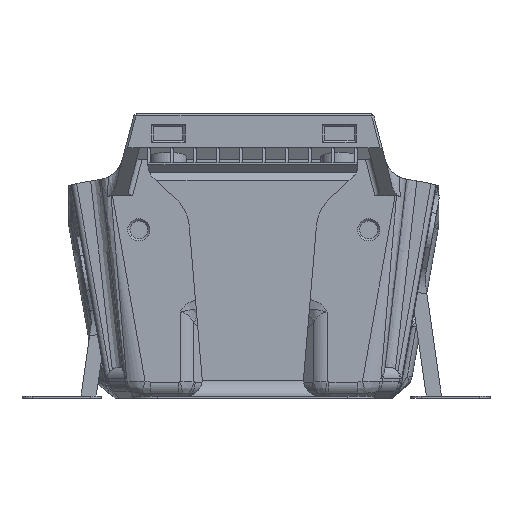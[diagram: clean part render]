
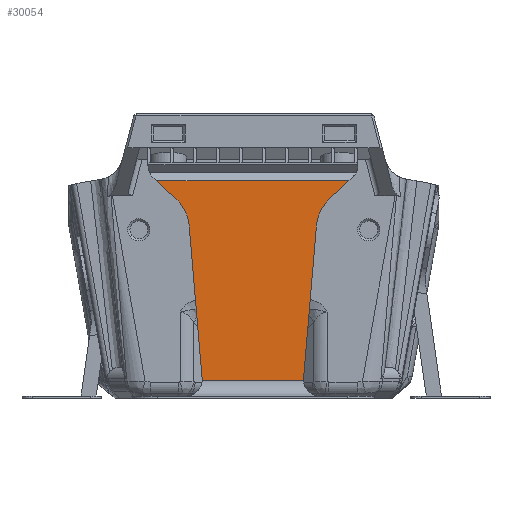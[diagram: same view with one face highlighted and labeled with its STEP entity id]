
A CAD part, front view. The second image highlights one B-rep face of the part: STEP entity #30054.
In plain terms, the highlighted planar face has unit normal (0, -1, 0).
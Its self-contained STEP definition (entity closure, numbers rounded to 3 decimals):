
#871=CIRCLE('',#31970,3.);
#872=CIRCLE('',#31971,3.);
#873=CIRCLE('',#31972,8.);
#874=CIRCLE('',#31973,8.);
#2144=LINE('',#45774,#4792);
#2146=LINE('',#45781,#4794);
#2147=LINE('',#45786,#4795);
#2148=LINE('',#45788,#4796);
#2149=LINE('',#45790,#4797);
#2150=LINE('',#45794,#4798);
#4792=VECTOR('',#35061,1000.);
#4794=VECTOR('',#35067,1000.);
#4795=VECTOR('',#35072,1000.);
#4796=VECTOR('',#35073,1000.);
#4797=VECTOR('',#35074,1000.);
#4798=VECTOR('',#35077,1000.);
#7366=PLANE('',#31969);
#9136=ORIENTED_EDGE('',*,*,#17998,.T.);
#9137=ORIENTED_EDGE('',*,*,#17999,.T.);
#9138=ORIENTED_EDGE('',*,*,#18000,.T.);
#9139=ORIENTED_EDGE('',*,*,#17996,.F.);
#9140=ORIENTED_EDGE('',*,*,#18001,.T.);
#9141=ORIENTED_EDGE('',*,*,#18002,.T.);
#9142=ORIENTED_EDGE('',*,*,#18003,.F.);
#9143=ORIENTED_EDGE('',*,*,#18004,.F.);
#9144=ORIENTED_EDGE('',*,*,#18005,.T.);
#9145=ORIENTED_EDGE('',*,*,#18006,.T.);
#17996=EDGE_CURVE('',#22494,#22495,#2144,.T.);
#17998=EDGE_CURVE('',#22496,#22497,#871,.T.);
#17999=EDGE_CURVE('',#22497,#22498,#2146,.F.);
#18000=EDGE_CURVE('',#22498,#22495,#872,.T.);
#18001=EDGE_CURVE('',#22494,#22499,#873,.T.);
#18002=EDGE_CURVE('',#22499,#22500,#2147,.T.);
#18003=EDGE_CURVE('',#22501,#22500,#2148,.T.);
#18004=EDGE_CURVE('',#22502,#22501,#2149,.T.);
#18005=EDGE_CURVE('',#22502,#22503,#874,.T.);
#18006=EDGE_CURVE('',#22503,#22496,#2150,.T.);
#22494=VERTEX_POINT('',#45773);
#22495=VERTEX_POINT('',#45775);
#22496=VERTEX_POINT('',#45779);
#22497=VERTEX_POINT('',#45780);
#22498=VERTEX_POINT('',#45782);
#22499=VERTEX_POINT('',#45785);
#22500=VERTEX_POINT('',#45787);
#22501=VERTEX_POINT('',#45789);
#22502=VERTEX_POINT('',#45791);
#22503=VERTEX_POINT('',#45793);
#26199=EDGE_LOOP('',(#9136,#9137,#9138,#9139,#9140,#9141,#9142,#9143,#9144,
#9145));
#28099=FACE_BOUND('',#26199,.T.);
#30054=ADVANCED_FACE('',(#28099),#7366,.F.);
#31969=AXIS2_PLACEMENT_3D('',#45777,#35063,#35064);
#31970=AXIS2_PLACEMENT_3D('',#45778,#35065,#35066);
#31971=AXIS2_PLACEMENT_3D('',#45783,#35068,#35069);
#31972=AXIS2_PLACEMENT_3D('',#45784,#35070,#35071);
#31973=AXIS2_PLACEMENT_3D('',#45792,#35075,#35076);
#35061=DIRECTION('',(-0.084,0.,-0.996));
#35063=DIRECTION('',(0.,1.,0.));
#35064=DIRECTION('',(0.,0.,1.));
#35065=DIRECTION('',(0.,1.,0.));
#35066=DIRECTION('',(0.,0.,1.));
#35067=DIRECTION('',(-1.,0.,0.));
#35068=DIRECTION('',(0.,1.,0.));
#35069=DIRECTION('',(0.,0.,1.));
#35070=DIRECTION('',(0.,1.,0.));
#35071=DIRECTION('',(0.,0.,1.));
#35072=DIRECTION('',(0.731,0.,0.682));
#35073=DIRECTION('',(1.,0.,0.));
#35074=DIRECTION('',(-0.731,0.,0.682));
#35075=DIRECTION('',(0.,1.,0.));
#35076=DIRECTION('',(0.,0.,1.));
#35077=DIRECTION('',(0.084,0.,-0.996));
#45773=CARTESIAN_POINT('',(11.856,-32.314,32.579));
#45774=CARTESIAN_POINT('',(36.482,-32.314,324.724));
#45775=CARTESIAN_POINT('',(9.418,-32.314,3.652));
#45777=CARTESIAN_POINT('',(0.,-32.314,327.8));
#45778=CARTESIAN_POINT('',(-12.767,-32.314,3.4));
#45779=CARTESIAN_POINT('',(-9.777,-32.314,3.652));
#45780=CARTESIAN_POINT('',(-9.767,-32.314,3.4));
#45781=CARTESIAN_POINT('',(9.143,-32.314,3.4));
#45782=CARTESIAN_POINT('',(9.407,-32.314,3.4));
#45783=CARTESIAN_POINT('',(12.407,-32.314,3.4));
#45784=CARTESIAN_POINT('',(19.828,-32.314,31.907));
#45785=CARTESIAN_POINT('',(14.372,-32.314,37.757));
#45786=CARTESIAN_POINT('',(16.736,-32.314,39.963));
#45787=CARTESIAN_POINT('',(17.982,-32.314,41.124));
#45788=CARTESIAN_POINT('',(-65.369,-32.314,41.124));
#45789=CARTESIAN_POINT('',(-18.341,-32.314,41.124));
#45790=CARTESIAN_POINT('',(-17.096,-32.314,39.963));
#45791=CARTESIAN_POINT('',(-14.731,-32.314,37.757));
#45792=CARTESIAN_POINT('',(-20.187,-32.314,31.907));
#45793=CARTESIAN_POINT('',(-12.216,-32.314,32.579));
#45794=CARTESIAN_POINT('',(-36.839,-32.314,324.694));
